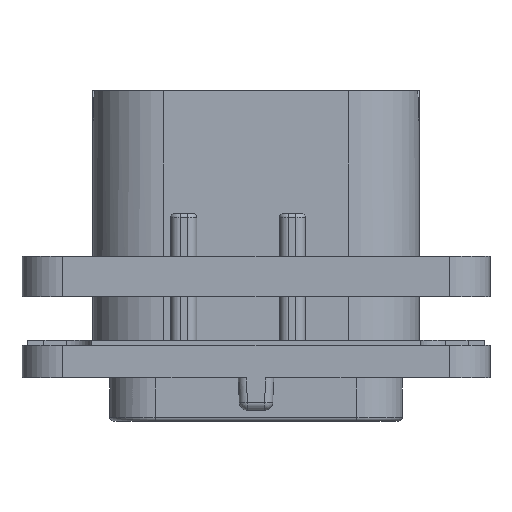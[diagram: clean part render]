
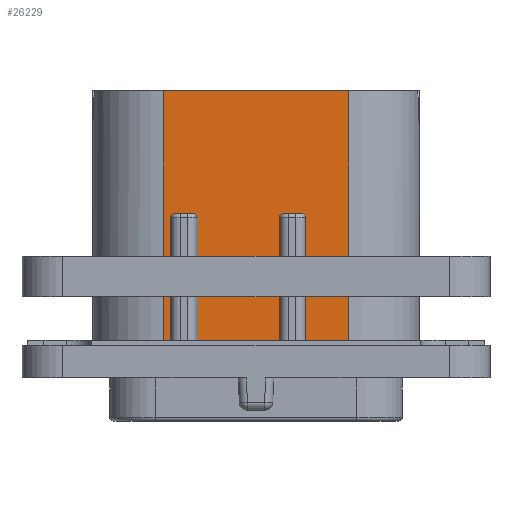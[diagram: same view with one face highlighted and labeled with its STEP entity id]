
A CAD part, front view. The second image highlights one B-rep face of the part: STEP entity #26229.
In plain terms, the highlighted planar face has unit normal (0, -1, 0).
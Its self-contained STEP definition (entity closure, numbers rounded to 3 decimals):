
#1176=DIRECTION('',(1.,0.,0.));
#1177=VECTOR('',#1176,11.4);
#1178=CARTESIAN_POINT('',(-5.7,-9.,17.67));
#1179=LINE('',#1178,#1177);
#5102=DIRECTION('',(1.,0.,0.));
#5103=VECTOR('',#5102,0.45);
#5104=CARTESIAN_POINT('',(-5.7,-9.,2.));
#5105=LINE('',#5104,#5103);
#5195=CARTESIAN_POINT('',(1.69,-9.,9.87));
#5196=DIRECTION('',(0.,1.,0.));
#5197=DIRECTION('',(-1.,0.,0.));
#5198=AXIS2_PLACEMENT_3D('',#5195,#5196,#5197);
#5230=DIRECTION('',(1.,0.,0.));
#5231=VECTOR('',#5230,5.09);
#5232=CARTESIAN_POINT('',(-3.65,-9.,2.));
#5233=LINE('',#5232,#5231);
#5276=CARTESIAN_POINT('',(-3.9,-9.,9.87));
#5277=DIRECTION('',(0.,1.,0.));
#5278=DIRECTION('',(0.,0.,1.));
#5279=AXIS2_PLACEMENT_3D('',#5276,#5277,#5278);
#5289=DIRECTION('',(0.,0.,1.));
#5290=VECTOR('',#5289,7.87);
#5291=CARTESIAN_POINT('',(3.04,-9.,2.));
#5292=LINE('',#5291,#5290);
#5293=DIRECTION('',(1.,0.,0.));
#5294=VECTOR('',#5293,1.1);
#5295=CARTESIAN_POINT('',(1.69,-9.,10.12));
#5296=LINE('',#5295,#5294);
#5297=DIRECTION('',(0.,0.,1.));
#5298=VECTOR('',#5297,7.87);
#5299=CARTESIAN_POINT('',(1.44,-9.,2.));
#5300=LINE('',#5299,#5298);
#5301=DIRECTION('',(0.,0.,1.));
#5302=VECTOR('',#5301,7.87);
#5303=CARTESIAN_POINT('',(-3.65,-9.,2.));
#5304=LINE('',#5303,#5302);
#5305=DIRECTION('',(1.,0.,0.));
#5306=VECTOR('',#5305,1.1);
#5307=CARTESIAN_POINT('',(-5.,-9.,10.12));
#5308=LINE('',#5307,#5306);
#5309=DIRECTION('',(0.,0.,1.));
#5310=VECTOR('',#5309,7.87);
#5311=CARTESIAN_POINT('',(-5.25,-9.,2.));
#5312=LINE('',#5311,#5310);
#5313=DIRECTION('',(0.,0.,-1.));
#5314=VECTOR('',#5313,15.67);
#5315=CARTESIAN_POINT('',(-5.7,-9.,17.67));
#5316=LINE('',#5315,#5314);
#5317=DIRECTION('',(0.,0.,-1.));
#5318=VECTOR('',#5317,15.67);
#5319=CARTESIAN_POINT('',(5.7,-9.,17.67));
#5320=LINE('',#5319,#5318);
#5334=CARTESIAN_POINT('',(2.79,-9.,9.87));
#5335=DIRECTION('',(0.,1.,0.));
#5336=DIRECTION('',(0.,0.,1.));
#5337=AXIS2_PLACEMENT_3D('',#5334,#5335,#5336);
#5384=DIRECTION('',(1.,0.,0.));
#5385=VECTOR('',#5384,2.66);
#5386=CARTESIAN_POINT('',(3.04,-9.,2.));
#5387=LINE('',#5386,#5385);
#9241=CARTESIAN_POINT('',(-5.,-9.,9.87));
#9242=DIRECTION('',(0.,1.,0.));
#9243=DIRECTION('',(-1.,0.,0.));
#9244=AXIS2_PLACEMENT_3D('',#9241,#9242,#9243);
#16214=CARTESIAN_POINT('',(-5.7,-9.,17.67));
#16215=CARTESIAN_POINT('',(-5.7,-9.,2.));
#16216=VERTEX_POINT('',#16214);
#16217=VERTEX_POINT('',#16215);
#16218=CARTESIAN_POINT('',(5.7,-9.,17.67));
#16219=CARTESIAN_POINT('',(5.7,-9.,2.));
#16220=VERTEX_POINT('',#16218);
#16221=VERTEX_POINT('',#16219);
#16372=CARTESIAN_POINT('',(-5.25,-9.,2.));
#16373=VERTEX_POINT('',#16372);
#16374=CARTESIAN_POINT('',(-3.65,-9.,2.));
#16375=CARTESIAN_POINT('',(1.44,-9.,2.));
#16376=VERTEX_POINT('',#16374);
#16377=VERTEX_POINT('',#16375);
#16378=CARTESIAN_POINT('',(3.04,-9.,2.));
#16379=VERTEX_POINT('',#16378);
#18849=CARTESIAN_POINT('',(-3.65,-9.,9.87));
#18851=VERTEX_POINT('',#18849);
#18853=CARTESIAN_POINT('',(-3.9,-9.,10.12));
#18855=VERTEX_POINT('',#18853);
#18876=CARTESIAN_POINT('',(-5.,-9.,10.12));
#18877=VERTEX_POINT('',#18876);
#18878=CARTESIAN_POINT('',(-5.25,-9.,9.87));
#18879=VERTEX_POINT('',#18878);
#18881=CARTESIAN_POINT('',(3.04,-9.,9.87));
#18883=VERTEX_POINT('',#18881);
#18885=CARTESIAN_POINT('',(2.79,-9.,10.12));
#18887=VERTEX_POINT('',#18885);
#18888=CARTESIAN_POINT('',(1.69,-9.,10.12));
#18890=VERTEX_POINT('',#18888);
#18892=CARTESIAN_POINT('',(1.44,-9.,9.87));
#18894=VERTEX_POINT('',#18892);
#26201=CARTESIAN_POINT('',(-10.05,-9.,2.));
#26202=DIRECTION('',(0.,-1.,0.));
#26203=DIRECTION('',(1.,0.,0.));
#26204=AXIS2_PLACEMENT_3D('',#26201,#26202,#26203);
#26205=PLANE('',#26204);
#26207=ORIENTED_EDGE('',*,*,#26206,.T.);
#26209=ORIENTED_EDGE('',*,*,#26208,.F.);
#26210=ORIENTED_EDGE('',*,*,#26044,.F.);
#26211=ORIENTED_EDGE('',*,*,#26076,.F.);
#26212=ORIENTED_EDGE('',*,*,#26091,.F.);
#26213=ORIENTED_EDGE('',*,*,#26121,.F.);
#26214=ORIENTED_EDGE('',*,*,#26194,.T.);
#26215=ORIENTED_EDGE('',*,*,#26183,.F.);
#26216=ORIENTED_EDGE('',*,*,#26169,.F.);
#26218=ORIENTED_EDGE('',*,*,#26217,.F.);
#26220=ORIENTED_EDGE('',*,*,#26219,.F.);
#26221=ORIENTED_EDGE('',*,*,#25932,.F.);
#26222=ORIENTED_EDGE('',*,*,#20381,.F.);
#26223=ORIENTED_EDGE('',*,*,#20566,.T.);
#26224=ORIENTED_EDGE('',*,*,#20824,.T.);
#26226=ORIENTED_EDGE('',*,*,#26225,.F.);
#26227=EDGE_LOOP('',(#26207,#26209,#26210,#26211,#26212,#26213,#26214,#26215,
#26216,#26218,#26220,#26221,#26222,#26223,#26224,#26226));
#26228=FACE_OUTER_BOUND('',#26227,.F.);
#26229=ADVANCED_FACE('',(#26228),#26205,.T.);
#5199=CIRCLE('',#5198,0.25);
#5280=CIRCLE('',#5279,0.25);
#5338=CIRCLE('',#5337,0.25);
#9245=CIRCLE('',#9244,0.25);
#20381=EDGE_CURVE('',#16216,#16217,#5316,.T.);
#20566=EDGE_CURVE('',#16216,#16220,#1179,.T.);
#20824=EDGE_CURVE('',#16220,#16221,#5320,.T.);
#25932=EDGE_CURVE('',#16217,#16373,#5105,.T.);
#26044=EDGE_CURVE('',#18890,#18887,#5296,.T.);
#26076=EDGE_CURVE('',#18894,#18890,#5199,.T.);
#26091=EDGE_CURVE('',#16377,#18894,#5300,.T.);
#26121=EDGE_CURVE('',#16376,#16377,#5233,.T.);
#26169=EDGE_CURVE('',#18877,#18855,#5308,.T.);
#26183=EDGE_CURVE('',#18855,#18851,#5280,.T.);
#26194=EDGE_CURVE('',#16376,#18851,#5304,.T.);
#26206=EDGE_CURVE('',#16379,#18883,#5292,.T.);
#26208=EDGE_CURVE('',#18887,#18883,#5338,.T.);
#26217=EDGE_CURVE('',#18879,#18877,#9245,.T.);
#26219=EDGE_CURVE('',#16373,#18879,#5312,.T.);
#26225=EDGE_CURVE('',#16379,#16221,#5387,.T.);
